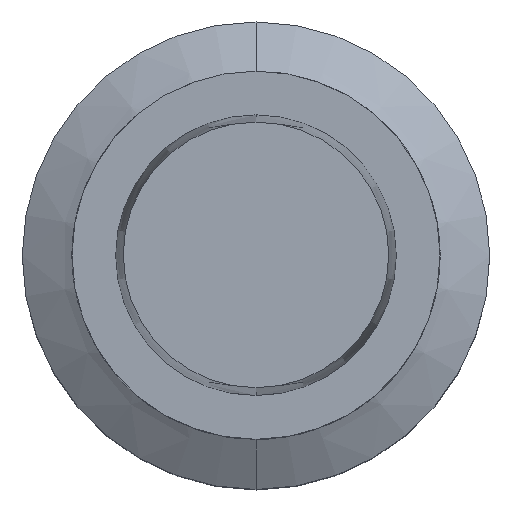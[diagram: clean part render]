
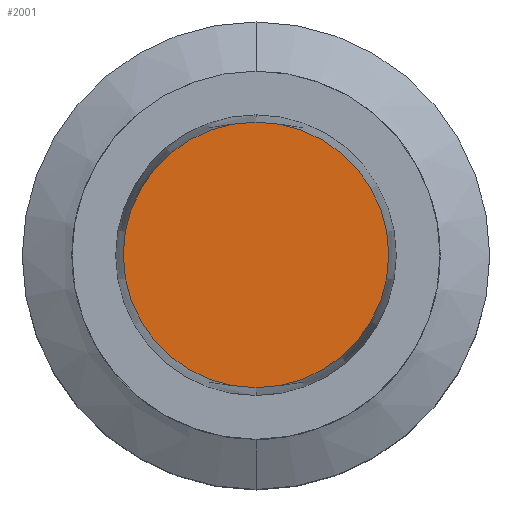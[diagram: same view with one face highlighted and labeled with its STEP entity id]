
A CAD part, top view. The second image highlights one B-rep face of the part: STEP entity #2001.
In plain terms, the highlighted planar face has unit normal (0, 0, 1).
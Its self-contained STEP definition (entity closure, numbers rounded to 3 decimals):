
#977=CARTESIAN_POINT('',(0.,0.,32.));
#978=DIRECTION('',(0.,0.,1.));
#979=DIRECTION('',(0.,1.,0.));
#980=AXIS2_PLACEMENT_3D('',#977,#978,#979);
#985=CARTESIAN_POINT('',(0.,0.,32.));
#986=DIRECTION('',(0.,0.,-1.));
#987=DIRECTION('',(0.,1.,0.));
#988=AXIS2_PLACEMENT_3D('',#985,#986,#987);
#1261=CARTESIAN_POINT('',(0.,22.717,32.));
#1262=VERTEX_POINT('',#1261);
#1263=CARTESIAN_POINT('',(0.,-22.717,32.));
#1264=VERTEX_POINT('',#1263);
#1992=CARTESIAN_POINT('',(0.,0.,32.));
#1993=DIRECTION('',(0.,0.,-1.));
#1994=DIRECTION('',(0.,-1.,0.));
#1995=AXIS2_PLACEMENT_3D('',#1992,#1993,#1994);
#1996=PLANE('',#1995);
#1997=ORIENTED_EDGE('',*,*,#1985,.F.);
#1998=ORIENTED_EDGE('',*,*,#1974,.T.);
#1999=EDGE_LOOP('',(#1997,#1998));
#2000=FACE_OUTER_BOUND('',#1999,.F.);
#981=CIRCLE('',#980,22.717);
#989=CIRCLE('',#988,22.717);
#1974=EDGE_CURVE('',#1262,#1264,#989,.T.);
#1985=EDGE_CURVE('',#1262,#1264,#981,.T.);
#2001=ADVANCED_FACE('',(#2000),#1996,.F.);
